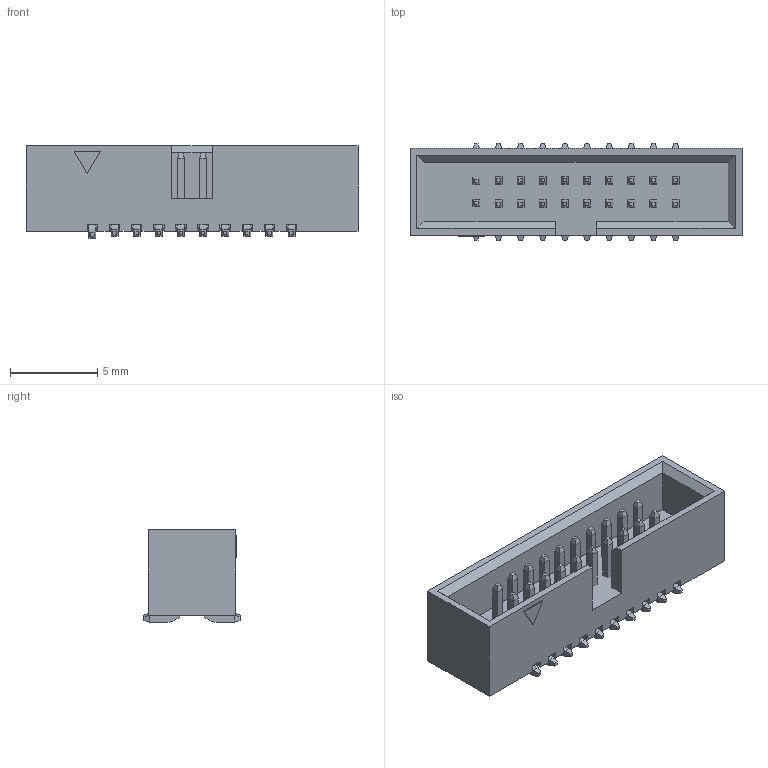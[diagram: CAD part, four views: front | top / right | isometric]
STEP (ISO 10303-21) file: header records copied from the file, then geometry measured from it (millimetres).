
FILE_DESCRIPTION(/* description */ ('Unknown'),/* implementation_level */ '2;1');
FILE_NAME(/* name */ '62702020621',/* time_stamp */ '2021-02-23T16:10:54+01:00',/* author */ ('Unknown'),/* organization */ ('Unknown'),/* preprocessor_version */ 'ST-DEVELOPER v16.7',/* originating_system */ 'DEX',/* authorisation */ $);
FILE_SCHEMA (('AUTOMOTIVE_DESIGN {1 0 10303 214 3 1 1}'));
Length unit declared in the file: millimetre
Products named in the file (3): 6270xx20621; 62702020621; 6270xx20621_PIN
Assembly tree (21 placements, depth 2):
  6270xx20621
    62702020621
    6270xx20621_PIN  x20
Bounding box: 19.05 x 5.61 x 5.3 mm (x, y, z)
Volume: 283.9 mm3; surface area: 807.8 mm2
Topology: 21 solids, 21 shells, 603 faces, 1536 edges, 956 vertices
Faces by surface type: plane 563, cylinder 40
Entity records: 10500 total; most frequent: CARTESIAN_POINT 1559, ORIENTED_EDGE 1552, DIRECTION 1346, EDGE_CURVE 776, LINE 772, VECTOR 772, VERTEX_POINT 500, AXIS2_PLACEMENT_3D 287
